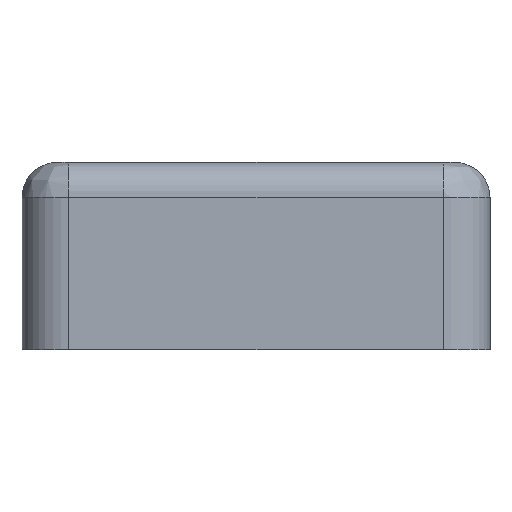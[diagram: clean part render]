
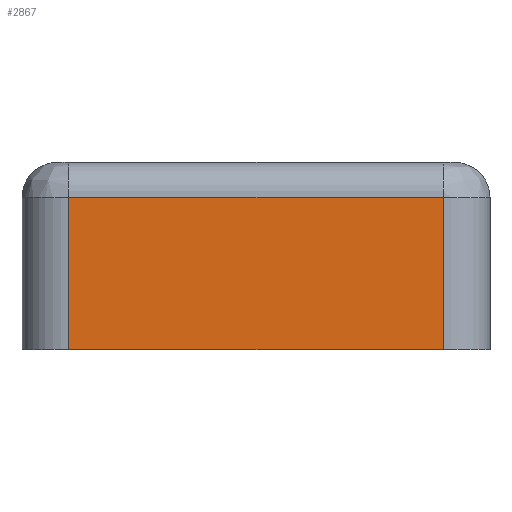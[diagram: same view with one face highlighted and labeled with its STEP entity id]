
A CAD part, left-side view. The second image highlights one B-rep face of the part: STEP entity #2867.
In plain terms, the highlighted planar face has unit normal (-1, 0, 0).
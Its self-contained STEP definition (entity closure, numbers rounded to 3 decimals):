
#162 = VECTOR ( 'NONE', #3643, 1000. ) ;
#191 = CARTESIAN_POINT ( 'NONE',  ( -40., -16., 13. ) ) ;
#681 = VERTEX_POINT ( 'NONE', #191 ) ;
#686 = VERTEX_POINT ( 'NONE', #3709 ) ;
#739 = CARTESIAN_POINT ( 'NONE',  ( -40., -20., 13. ) ) ;
#815 = DIRECTION ( 'NONE',  ( 0., 0., 1. ) ) ;
#874 = EDGE_CURVE ( 'NONE', #686, #2521, #907, .T. ) ;
#900 = DIRECTION ( 'NONE',  ( 0., 0., -1. ) ) ;
#904 = EDGE_CURVE ( 'NONE', #681, #5086, #3420, .T. ) ;
#907 = LINE ( 'NONE', #5818, #1597 ) ;
#1370 = VECTOR ( 'NONE', #900, 1000. ) ;
#1433 = EDGE_CURVE ( 'NONE', #2521, #681, #4840, .T. ) ;
#1522 = DIRECTION ( 'NONE',  ( 1., 0., 0. ) ) ;
#1597 = VECTOR ( 'NONE', #815, 1000. ) ;
#1699 = CARTESIAN_POINT ( 'NONE',  ( -40., 16., 13. ) ) ;
#1785 = ORIENTED_EDGE ( 'NONE', *, *, #1433, .F. ) ;
#1865 = ORIENTED_EDGE ( 'NONE', *, *, #4022, .F. ) ;
#1883 = CARTESIAN_POINT ( 'NONE',  ( -40., -16., 0. ) ) ;
#2521 = VERTEX_POINT ( 'NONE', #1699 ) ;
#2564 = EDGE_LOOP ( 'NONE', ( #1785, #3216, #1865, #6088 ) ) ;
#2867 = ADVANCED_FACE ( 'NONE', ( #4578 ), #6034, .F. ) ;
#2907 = LINE ( 'NONE', #3114, #162 ) ;
#3114 = CARTESIAN_POINT ( 'NONE',  ( -40., -20., 0. ) ) ;
#3216 = ORIENTED_EDGE ( 'NONE', *, *, #874, .F. ) ;
#3420 = LINE ( 'NONE', #5416, #1370 ) ;
#3643 = DIRECTION ( 'NONE',  ( 0., 1., 0. ) ) ;
#3709 = CARTESIAN_POINT ( 'NONE',  ( -40., 16., 0. ) ) ;
#4022 = EDGE_CURVE ( 'NONE', #5086, #686, #2907, .T. ) ;
#4260 = DIRECTION ( 'NONE',  ( 0., -1., 0. ) ) ;
#4287 = VECTOR ( 'NONE', #4260, 1000. ) ;
#4578 = FACE_OUTER_BOUND ( 'NONE', #2564, .T. ) ;
#4840 = LINE ( 'NONE', #739, #4287 ) ;
#4981 = CARTESIAN_POINT ( 'NONE',  ( -40., -20., 16. ) ) ;
#5027 = AXIS2_PLACEMENT_3D ( 'NONE', #4981, #1522, #5092 ) ;
#5086 = VERTEX_POINT ( 'NONE', #1883 ) ;
#5092 = DIRECTION ( 'NONE',  ( 0., 0., -1. ) ) ;
#5416 = CARTESIAN_POINT ( 'NONE',  ( -40., -16., 16. ) ) ;
#5818 = CARTESIAN_POINT ( 'NONE',  ( -40., 16., 16. ) ) ;
#6034 = PLANE ( 'NONE',  #5027 ) ;
#6088 = ORIENTED_EDGE ( 'NONE', *, *, #904, .F. ) ;
